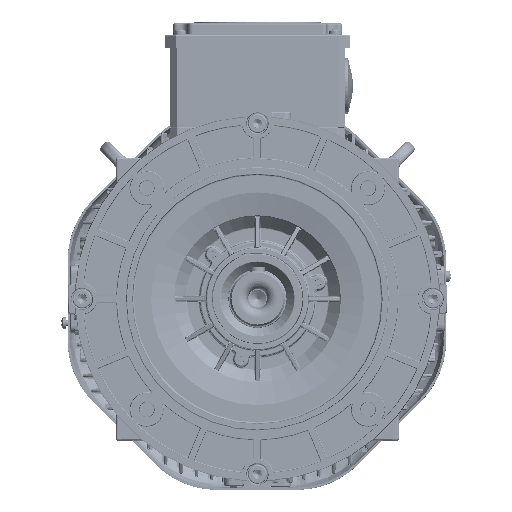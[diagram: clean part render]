
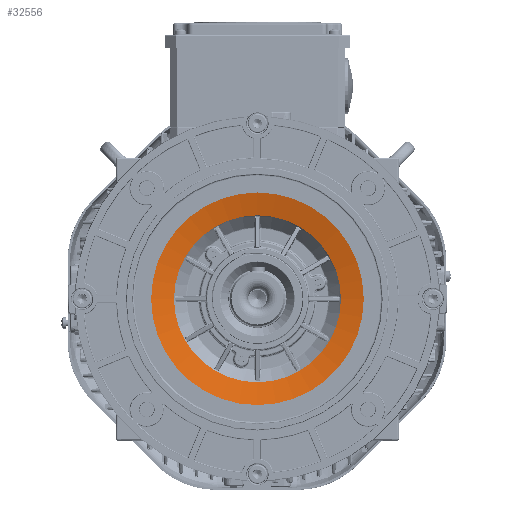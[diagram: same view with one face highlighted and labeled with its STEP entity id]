
A CAD part, top view. The second image highlights one B-rep face of the part: STEP entity #32556.
In plain terms, the highlighted conical face has half-angle 77.399 degrees and reference radius 73 mm.
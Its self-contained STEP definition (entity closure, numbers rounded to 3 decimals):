
#25883=FACE_BOUND('',#47448,.T.);
#25884=FACE_BOUND('',#47449,.T.);
#32556=ADVANCED_FACE('',(#25883,#25884),#33846,.F.);
#33846=CONICAL_SURFACE('',#146608,73.,77.399);
#47448=EDGE_LOOP('',(#84919));
#47449=EDGE_LOOP('',(#84920));
#53951=CIRCLE('',#146606,73.);
#53952=CIRCLE('',#146607,57.343);
#84919=ORIENTED_EDGE('',*,*,#124646,.T.);
#84920=ORIENTED_EDGE('',*,*,#124647,.F.);
#103305=VERTEX_POINT('',#260855);
#103306=VERTEX_POINT('',#260857);
#124646=EDGE_CURVE('',#103305,#103305,#53951,.T.);
#124647=EDGE_CURVE('',#103306,#103306,#53952,.T.);
#146606=AXIS2_PLACEMENT_3D('',#260854,#178166,#178167);
#146607=AXIS2_PLACEMENT_3D('',#260856,#178168,#178169);
#146608=AXIS2_PLACEMENT_3D('',#260858,#178170,#178171);
#178166=DIRECTION('',(0.,0.,1.));
#178167=DIRECTION('',(1.,0.,0.));
#178168=DIRECTION('',(0.,0.,1.));
#178169=DIRECTION('',(1.,0.,0.));
#178170=DIRECTION('',(0.,0.,1.));
#178171=DIRECTION('',(1.,0.,0.));
#260854=CARTESIAN_POINT('',(260.,0.,356.));
#260855=CARTESIAN_POINT('',(333.,0.,356.));
#260856=CARTESIAN_POINT('',(260.,0.,352.5));
#260857=CARTESIAN_POINT('',(317.343,0.,352.5));
#260858=CARTESIAN_POINT('',(260.,0.,356.));
